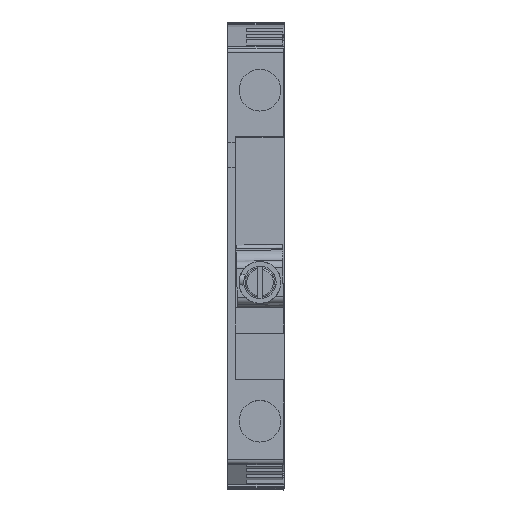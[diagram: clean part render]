
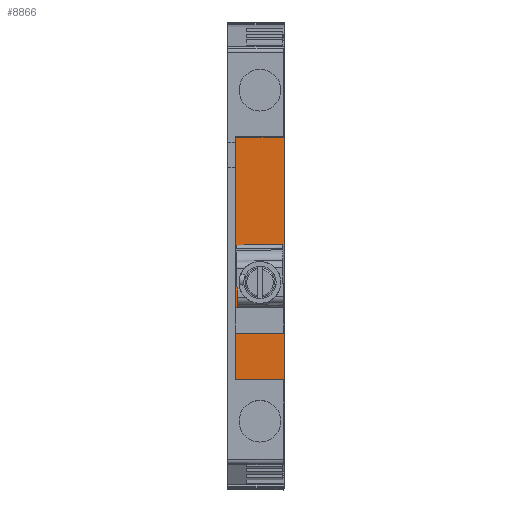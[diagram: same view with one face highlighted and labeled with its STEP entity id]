
A CAD part, top view. The second image highlights one B-rep face of the part: STEP entity #8866.
In plain terms, the highlighted planar face has unit normal (0, 0, 1).
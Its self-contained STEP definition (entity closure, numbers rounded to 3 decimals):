
#8853=AXIS2_PLACEMENT_3D('Plane Axis2P3D',#8850,#8851,#8852) ;
#2221=CARTESIAN_POINT('Line Origine',(7.9,32.125,28.85)) ;
#2225=CARTESIAN_POINT('Vertex',(7.9,49.,28.85)) ;
#2227=CARTESIAN_POINT('Vertex',(7.9,15.25,28.85)) ;
#7941=CARTESIAN_POINT('Line Origine',(4.5,49.,28.85)) ;
#7945=CARTESIAN_POINT('Vertex',(1.1,49.,28.85)) ;
#8806=CARTESIAN_POINT('Line Origine',(4.5,15.25,28.85)) ;
#8810=CARTESIAN_POINT('Vertex',(1.1,15.25,28.85)) ;
#8850=CARTESIAN_POINT('Axis2P3D Location',(1.1,14.811,28.85)) ;
#8855=CARTESIAN_POINT('Line Origine',(1.1,32.125,28.85)) ;
#2222=DIRECTION('Vector Direction',(0.,1.,0.)) ;
#7942=DIRECTION('Vector Direction',(-1.,0.,0.)) ;
#8807=DIRECTION('Vector Direction',(1.,0.,0.)) ;
#8851=DIRECTION('Axis2P3D Direction',(0.,0.,-1.)) ;
#8852=DIRECTION('Axis2P3D XDirection',(0.,1.,0.)) ;
#8856=DIRECTION('Vector Direction',(0.,1.,0.)) ;
#2223=VECTOR('Line Direction',#2222,1.) ;
#7943=VECTOR('Line Direction',#7942,1.) ;
#8808=VECTOR('Line Direction',#8807,1.) ;
#8857=VECTOR('Line Direction',#8856,1.) ;
#8861=ORIENTED_EDGE('',*,*,#2229,.F.) ;
#8862=ORIENTED_EDGE('',*,*,#7947,.T.) ;
#8863=ORIENTED_EDGE('',*,*,#8859,.T.) ;
#8864=ORIENTED_EDGE('',*,*,#8812,.T.) ;
#8866=ADVANCED_FACE('KLTR WTQ6/1',(#8865),#8854,.F.) ;
#2229=EDGE_CURVE('',#2226,#2228,#2224,.F.) ;
#7947=EDGE_CURVE('',#2226,#7946,#7944,.T.) ;
#8812=EDGE_CURVE('',#8811,#2228,#8809,.T.) ;
#8859=EDGE_CURVE('',#7946,#8811,#8858,.F.) ;
#8860=EDGE_LOOP('',(#8861,#8862,#8863,#8864)) ;
#8865=FACE_OUTER_BOUND('',#8860,.T.) ;
#2224=LINE('Line',#2221,#2223) ;
#7944=LINE('Line',#7941,#7943) ;
#8809=LINE('Line',#8806,#8808) ;
#8858=LINE('Line',#8855,#8857) ;
#8854=PLANE('',#8853) ;
#2226=VERTEX_POINT('',#2225) ;
#2228=VERTEX_POINT('',#2227) ;
#7946=VERTEX_POINT('',#7945) ;
#8811=VERTEX_POINT('',#8810) ;
